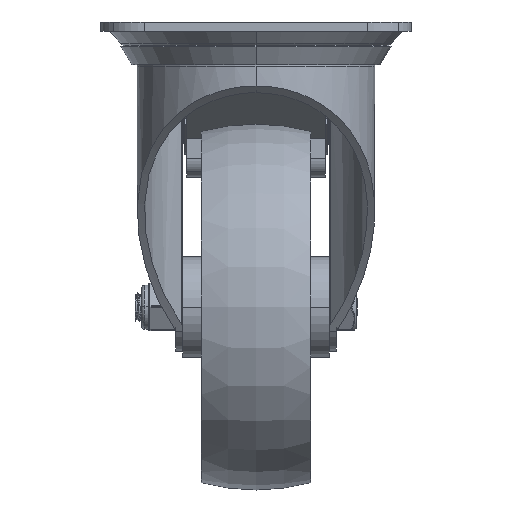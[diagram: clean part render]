
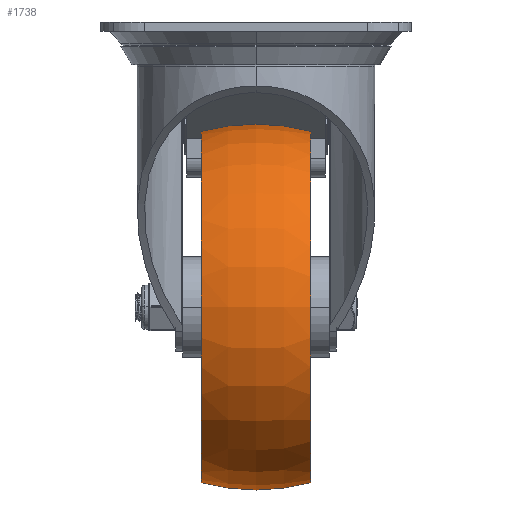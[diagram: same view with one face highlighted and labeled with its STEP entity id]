
A CAD part, left-side view. The second image highlights one B-rep face of the part: STEP entity #1738.
In plain terms, the highlighted toroidal (fillet/blend) face has major radius 7.25 mm and minor radius 57.25 mm.
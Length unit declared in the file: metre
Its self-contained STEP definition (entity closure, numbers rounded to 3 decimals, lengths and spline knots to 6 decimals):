
#1738=ADVANCED_FACE('11:113972',(#3034),#3035,.T.);
#3034=FACE_OUTER_BOUND('',#5202,.T.);
#3035=TOROIDAL_SURFACE('',#5203,-0.00725,0.05725);
#5202=EDGE_LOOP('',(#14212,#14213,#14214,#14215,#14216,#14217));
#5203=AXIS2_PLACEMENT_3D('',#14218,#14219,#14220);
#14212=ORIENTED_EDGE('',*,*,#18553,.F.);
#14213=ORIENTED_EDGE('',*,*,#18554,.T.);
#14214=ORIENTED_EDGE('',*,*,#18555,.T.);
#14215=ORIENTED_EDGE('',*,*,#18556,.F.);
#14216=ORIENTED_EDGE('',*,*,#18557,.F.);
#14217=ORIENTED_EDGE('',*,*,#18558,.F.);
#14218=CARTESIAN_POINT('',(0.,0.0,0.0));
#14219=DIRECTION('',(0.,1.0,0.0));
#14220=DIRECTION('',(0.0,0.0,-1.0));
#18553=EDGE_CURVE('',#21293,#21294,#21295,.T.);
#18554=EDGE_CURVE('11:114032',#21293,#21296,#21297,.T.);
#18555=EDGE_CURVE('11:114032',#21296,#21298,#21299,.T.);
#18556=EDGE_CURVE('',#21300,#21298,#21301,.T.);
#18557=EDGE_CURVE('11:114035',#21302,#21300,#21303,.T.);
#18558=EDGE_CURVE('11:114035',#21294,#21302,#21304,.T.);
#21293=VERTEX_POINT('',#26224);
#21294=VERTEX_POINT('',#26225);
#21295=CIRCLE('',#26226,0.05725);
#21296=VERTEX_POINT('',#26227);
#21297=CIRCLE('',#26228,0.048);
#21298=VERTEX_POINT('',#26229);
#21299=CIRCLE('',#26230,0.048);
#21300=VERTEX_POINT('',#26231);
#21301=CIRCLE('',#26232,0.05725);
#21302=VERTEX_POINT('',#26233);
#21303=CIRCLE('',#26234,0.048);
#21304=CIRCLE('',#26235,0.048);
#26224=CARTESIAN_POINT('',(0.,-0.015,-0.048));
#26225=CARTESIAN_POINT('',(0.,0.015,-0.048));
#26226=AXIS2_PLACEMENT_3D('',#32253,#32254,#32255);
#26227=CARTESIAN_POINT('',(-0.048,-0.015,0.0));
#26228=AXIS2_PLACEMENT_3D('',#32256,#32257,#32258);
#26229=CARTESIAN_POINT('',(0.,-0.015,0.048));
#26230=AXIS2_PLACEMENT_3D('',#32259,#32260,#32261);
#26231=CARTESIAN_POINT('',(0.,0.015,0.048));
#26232=AXIS2_PLACEMENT_3D('',#32262,#32263,#32264);
#26233=CARTESIAN_POINT('',(-0.048,0.015,0.0));
#26234=AXIS2_PLACEMENT_3D('',#32265,#32266,#32267);
#26235=AXIS2_PLACEMENT_3D('',#32268,#32269,#32270);
#32253=CARTESIAN_POINT('',(0.,0.,0.00725));
#32254=DIRECTION('',(1.0,0.,0.));
#32255=DIRECTION('',(0.,0.,-1.0));
#32256=CARTESIAN_POINT('',(0.,-0.015,0.0));
#32257=DIRECTION('',(0.,1.0,0.0));
#32258=DIRECTION('',(-1.0,0.,0.0));
#32259=CARTESIAN_POINT('',(0.,-0.015,0.0));
#32260=DIRECTION('',(0.,1.0,0.0));
#32261=DIRECTION('',(-1.0,0.,0.0));
#32262=CARTESIAN_POINT('',(0.,0.,-0.00725));
#32263=DIRECTION('',(1.0,0.,0.));
#32264=DIRECTION('',(0.,0.,1.0));
#32265=CARTESIAN_POINT('',(0.,0.015,0.0));
#32266=DIRECTION('',(0.,1.0,0.0));
#32267=DIRECTION('',(-1.0,0.,0.0));
#32268=CARTESIAN_POINT('',(0.,0.015,0.0));
#32269=DIRECTION('',(0.,1.0,0.0));
#32270=DIRECTION('',(-1.0,0.,0.0));
